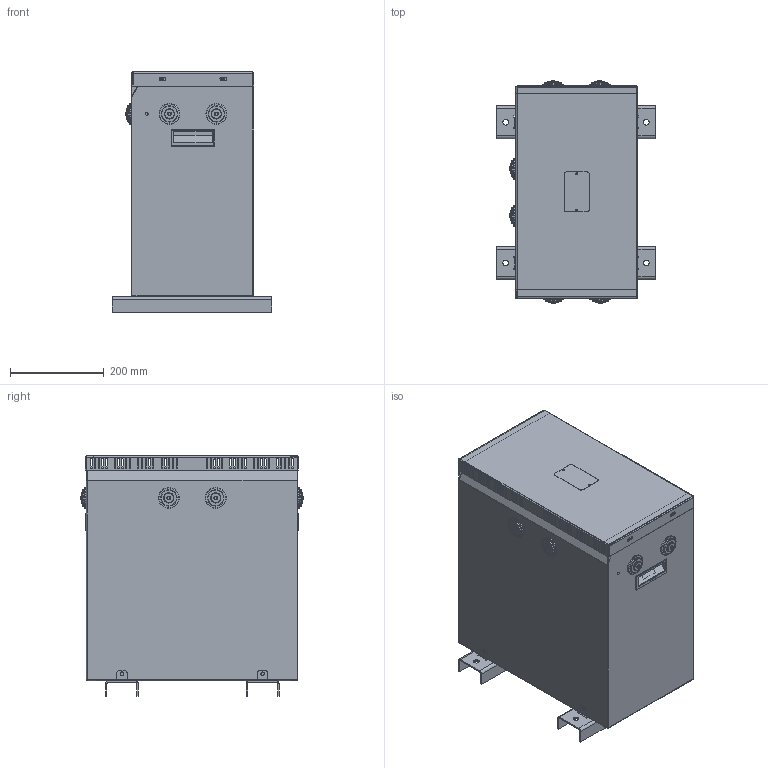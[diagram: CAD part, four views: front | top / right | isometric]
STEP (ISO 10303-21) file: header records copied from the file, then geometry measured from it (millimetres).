
FILE_DESCRIPTION((''),'2;1');
FILE_NAME('TKW4.stp','2017-07-21T13:52:52',('beca1'),(''),'Autodesk Inventor 2011','Autodesk Inventor 2011','');
FILE_SCHEMA(('AUTOMOTIVE_DESIGN { 1 0 10303 214 1 1 1 1 }'));
Length unit declared in the file: millimetre
Products named in the file (1): TKW4_Contorno simplificado_1
Bounding box: 340 x 477.2 x 513 mm (x, y, z)
Volume: 8028346 mm3; surface area: 2540727.3 mm2
Topology: 1 solids, 1 shells, 2293 faces, 5996 edges, 3774 vertices
Faces by surface type: plane 1539, cylinder 701, torus 36, cone 13, bspline 4
Full cylindrical faces by diameter (mm): 3.5 x10, 4 x2, 5.25 x4, 6 x7, 6.4 x10, 6.647 x4, 7 x8, 8 x10, 9 x18, 10 x4, 12 x18, 20 x6, 22 x6, 32 x2, 33 x10, 35 x6, 36.5 x12, 38.5 x6, 42.5 x6, 44.5 x6
Entity records: 70499 total; most frequent: CARTESIAN_POINT 12134, DIRECTION 11829, ORIENTED_EDGE 11546, EDGE_CURVE 5773, VECTOR 4225, LINE 4225, AXIS2_PLACEMENT_3D 3802, VERTEX_POINT 3755
